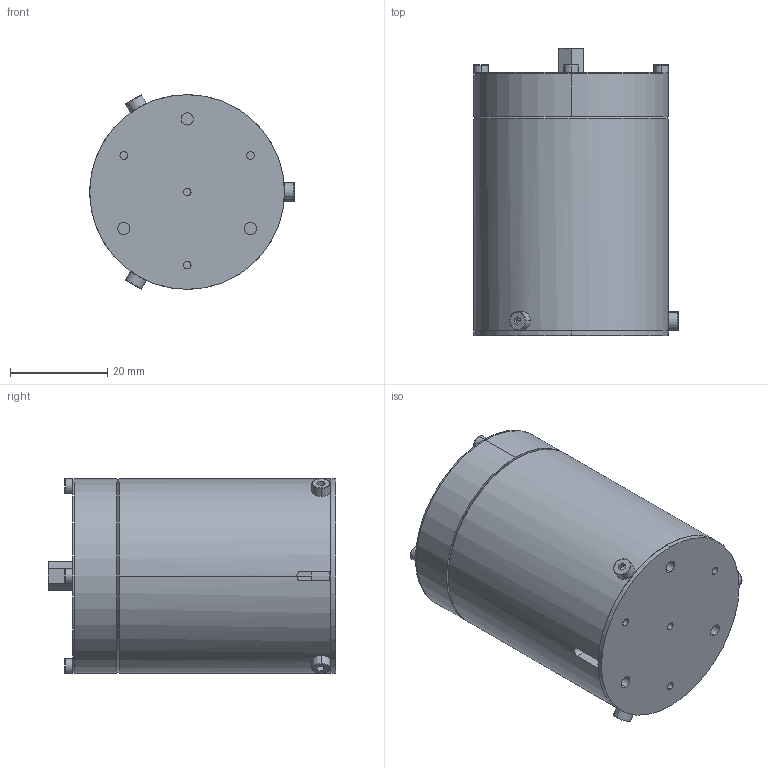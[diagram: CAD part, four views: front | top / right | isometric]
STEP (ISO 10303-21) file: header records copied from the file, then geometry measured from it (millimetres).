
FILE_DESCRIPTION (( 'STEP AP203' ), '1' );
FILE_NAME ('015125_Assy_FSPA35XS_ICD.STEP', '2018-07-11T13:09:18', ( '' ), ( '' ), 'SwSTEP 2.0', 'SolidWorks 2016', '' );
FILE_SCHEMA (( 'CONFIG_CONTROL_DESIGN' ));
Length unit declared in the file: millimetre
Products named in the file (8): Vis A4(70) CHc M02.0 - 008.0 - 008.0_Simplifi‚; Vis A4(70) CHc M01.6 - 012.0 - 012.0_Simplifi‚; 015140_support_lame_guidage; 015142_Entretoise_filetee_M3x5; 015141_Lame_guidage; 015125_Assy_FSPA35XS_ICD; 015127_Interface_mecanique; 015130_Capot
Assembly tree (12 placements, depth 2):
  015125_Assy_FSPA35XS_ICD
    015127_Interface_mecanique
    015130_Capot
    Vis A4(70) CHc M02.0 - 008.0 - 008.0_Simplifi‚  x3
    015140_support_lame_guidage
    015141_Lame_guidage
    Vis A4(70) CHc M01.6 - 012.0 - 012.0_Simplifi‚  x4
    015142_Entretoise_filetee_M3x5
Bounding box: 42 x 59.05 x 40 mm (x, y, z)
Volume: 27125.9 mm3; surface area: 21951.4 mm2
Topology: 12 solids, 12 shells, 313 faces, 721 edges, 424 vertices
Faces by surface type: plane 128, cylinder 101, cone 50, torus 34
Entity records: 6437 total; most frequent: CARTESIAN_POINT 1195, DIRECTION 961, ORIENTED_EDGE 822, EDGE_CURVE 411, AXIS2_PLACEMENT_3D 385, VERTEX_POINT 259, EDGE_LOOP 232, CIRCLE 192
